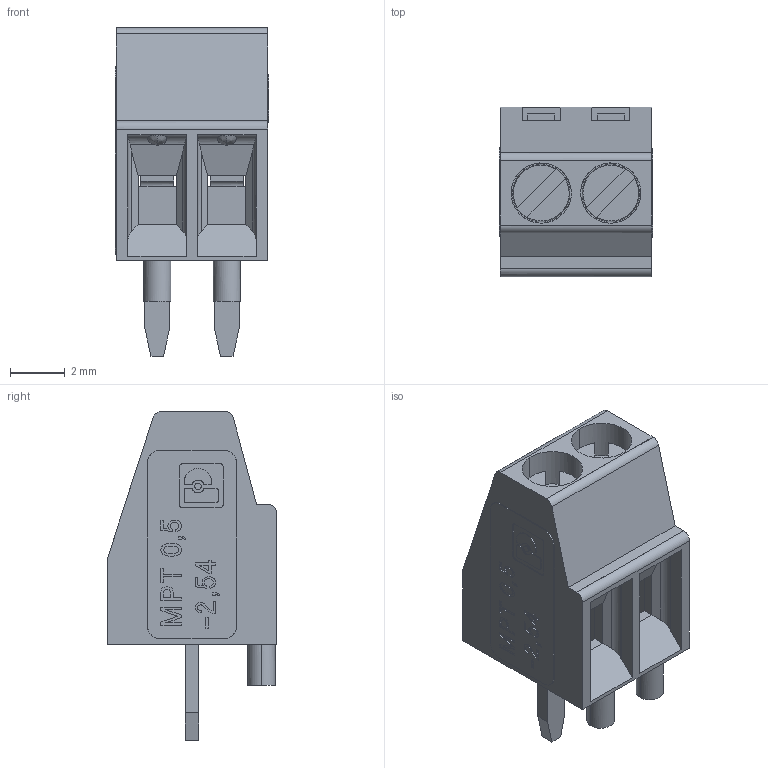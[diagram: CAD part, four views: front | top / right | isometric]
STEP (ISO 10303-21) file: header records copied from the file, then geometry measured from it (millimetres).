
FILE_DESCRIPTION(/* description */ (''),/* implementation_level */ '2;1');
FILE_NAME(/* name */ 'PhoenixContact2xheaderterminal',/* time_stamp */ '2024-10-25T16:53:05+01:00',/* author */ (''),/* organization */ (''),/* preprocessor_version */ 'ST-DEVELOPER v16.5',/* originating_system */ 'Rhino 7.37',/* authorisation */ '');
FILE_SCHEMA (('CONFIG_CONTROL_DESIGN'));
Length unit declared in the file: millimetre
Products named in the file (4): Document; 2024_10_25_15_39_41_0497; 2024_10_25_15_39_41_0544; 2024_10_25_15_39_41_0575
Assembly tree (3 placements, depth 2):
  Document
    2024_10_25_15_39_41_0497
    2024_10_25_15_39_41_0544
    2024_10_25_15_39_41_0575
Bounding box: 5.6 x 6.2 x 12 mm (x, y, z)
Volume: 152.2 mm3; surface area: 577.5 mm2
Topology: 5 solids, 5 shells, 602 faces, 1685 edges, 1119 vertices
Faces by surface type: plane 484, cylinder 106, bspline 12
Entity records: 13920 total; most frequent: ORIENTED_EDGE 3364, CARTESIAN_POINT 2941, EDGE_CURVE 1682, B_SPLINE_CURVE_WITH_KNOTS 1457, VERTEX_POINT 1116, EDGE_LOOP 640, ADVANCED_FACE 602, FACE_OUTER_BOUND 602
